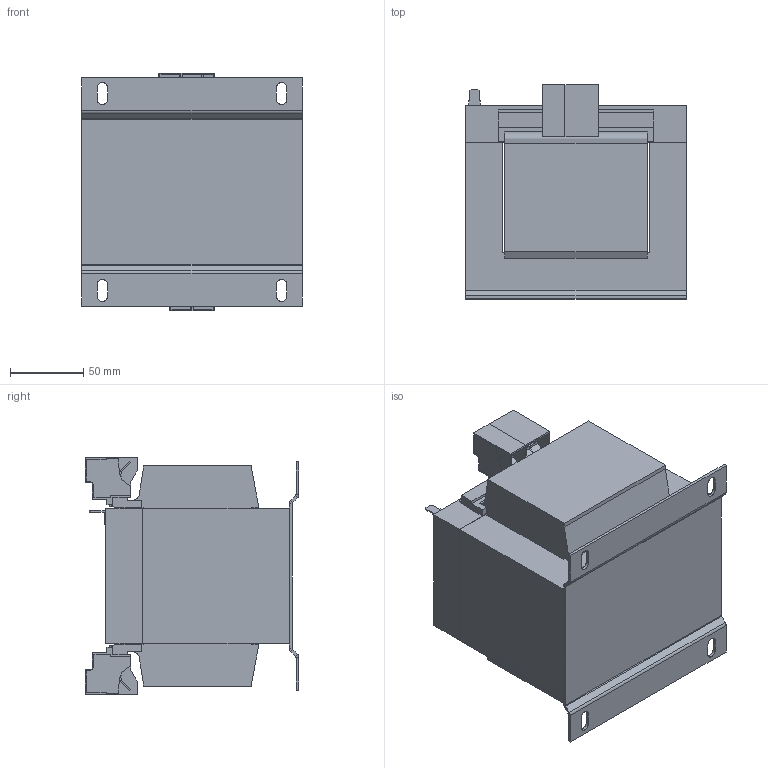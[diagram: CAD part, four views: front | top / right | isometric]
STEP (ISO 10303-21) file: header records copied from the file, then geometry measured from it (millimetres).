
FILE_DESCRIPTION (( 'STEP AP214' ), '1' );
FILE_NAME ('191394.STEP', '2023-08-15T12:34:26', ( '' ), ( '' ), 'SwSTEP 2.0', 'SolidWorks 2018', '' );
FILE_SCHEMA (( 'AUTOMOTIVE_DESIGN' ));
Length unit declared in the file: millimetre
Products named in the file (1): 191394
Bounding box: 150 x 145.57 x 161.9 mm (x, y, z)
Volume: 2268038.7 mm3; surface area: 203234.9 mm2
Topology: 1 solids, 1 shells, 423 faces, 1206 edges, 786 vertices
Faces by surface type: plane 365, cylinder 58
Entity records: 13598 total; most frequent: CARTESIAN_POINT 2416, ORIENTED_EDGE 2412, DIRECTION 2170, EDGE_CURVE 1206, LINE 1090, VECTOR 1090, VERTEX_POINT 786, AXIS2_PLACEMENT_3D 540
